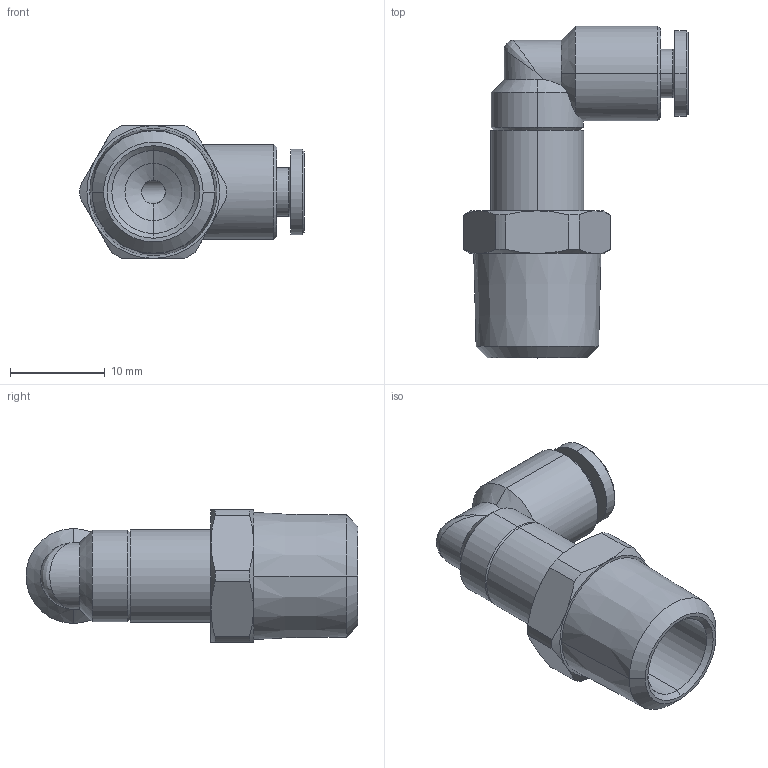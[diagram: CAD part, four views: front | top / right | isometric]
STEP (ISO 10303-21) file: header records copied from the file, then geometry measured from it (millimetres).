
FILE_DESCRIPTION (( 'STEP AP203' ), '1' );
FILE_NAME ('B0070012.STEP', '2012-08-23T08:11:46', ( '' ), ( 'sopra-pneumatic' ), 'SwSTEP 2.0', 'SolidWorks 2011', '' );
FILE_SCHEMA (( 'CONFIG_CONTROL_DESIGN' ));
Length unit declared in the file: millimetre
Products named in the file (1): B0070012
Bounding box: 23.65 x 35 x 14 mm (x, y, z)
Volume: 2911.2 mm3; surface area: 2681.3 mm2
Topology: 1 solids, 3 shells, 92 faces, 204 edges, 122 vertices
Faces by surface type: cone 38, cylinder 33, plane 20, bspline 1
Entity records: 2764 total; most frequent: CARTESIAN_POINT 680, DIRECTION 439, ORIENTED_EDGE 404, EDGE_CURVE 202, AXIS2_PLACEMENT_3D 185, VERTEX_POINT 122, EDGE_LOOP 100, CIRCLE 93
